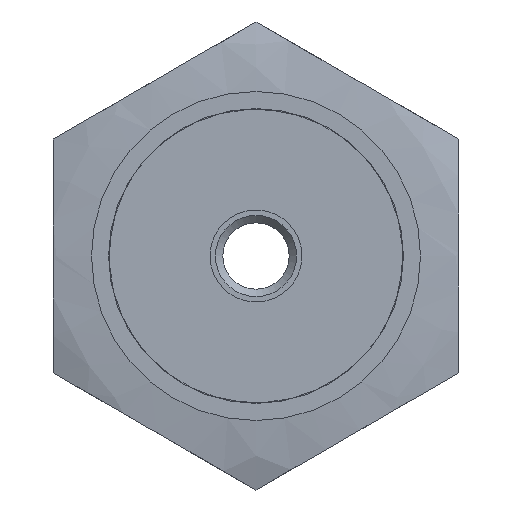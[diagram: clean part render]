
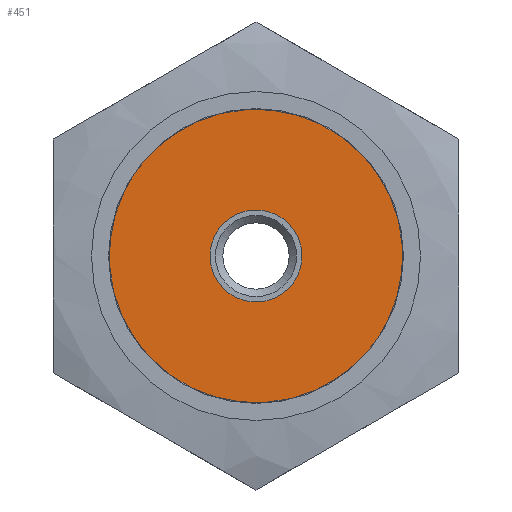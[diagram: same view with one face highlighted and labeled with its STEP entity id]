
A CAD part, front view. The second image highlights one B-rep face of the part: STEP entity #451.
In plain terms, the highlighted planar face has unit normal (0, -1, 0).
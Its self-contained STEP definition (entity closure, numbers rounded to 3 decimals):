
#75=FACE_BOUND('',#131,.T.);
#98=FACE_OUTER_BOUND('',#130,.T.);
#130=EDGE_LOOP('',(#376));
#131=EDGE_LOOP('',(#377,#378));
#162=CIRCLE('',#522,3.982);
#165=CIRCLE('',#526,1.25);
#166=CIRCLE('',#527,1.25);
#205=VERTEX_POINT('',#1005);
#208=VERTEX_POINT('',#1012);
#209=VERTEX_POINT('',#1013);
#263=EDGE_CURVE('',#205,#205,#162,.T.);
#266=EDGE_CURVE('',#208,#209,#165,.T.);
#267=EDGE_CURVE('',#209,#208,#166,.T.);
#376=ORIENTED_EDGE('',*,*,#263,.T.);
#377=ORIENTED_EDGE('',*,*,#266,.F.);
#378=ORIENTED_EDGE('',*,*,#267,.F.);
#402=PLANE('',#525);
#451=ADVANCED_FACE('',(#98,#75),#402,.T.);
#522=AXIS2_PLACEMENT_3D('',#1006,#641,#642);
#525=AXIS2_PLACEMENT_3D('',#1011,#647,#648);
#526=AXIS2_PLACEMENT_3D('',#1014,#649,#650);
#527=AXIS2_PLACEMENT_3D('',#1015,#651,#652);
#641=DIRECTION('center_axis',(0.,-1.,0.));
#642=DIRECTION('ref_axis',(0.59,0.,0.808));
#647=DIRECTION('center_axis',(0.,-1.,0.));
#648=DIRECTION('ref_axis',(0.808,0.,-0.59));
#649=DIRECTION('center_axis',(0.,-1.,0.));
#650=DIRECTION('ref_axis',(0.59,0.,0.808));
#651=DIRECTION('center_axis',(0.,-1.,0.));
#652=DIRECTION('ref_axis',(0.59,0.,0.808));
#1005=CARTESIAN_POINT('',(2.349,0.,3.215));
#1006=CARTESIAN_POINT('Origin',(0.,0.,0.));
#1011=CARTESIAN_POINT('Origin',(0.737,0.,1.009));
#1012=CARTESIAN_POINT('',(0.737,0.,1.009));
#1013=CARTESIAN_POINT('',(-0.737,0.,-1.009));
#1014=CARTESIAN_POINT('Origin',(0.,0.,0.));
#1015=CARTESIAN_POINT('Origin',(0.,0.,0.));
